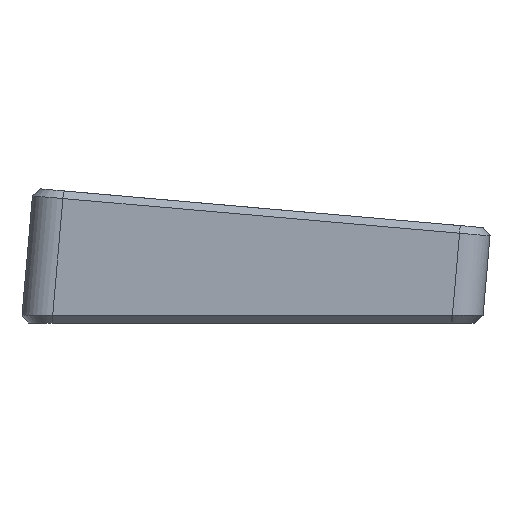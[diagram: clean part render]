
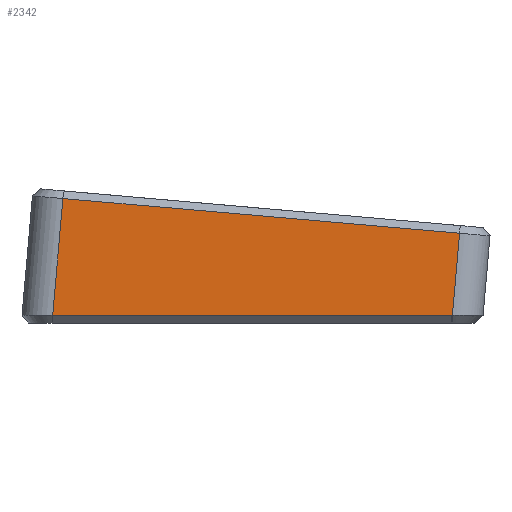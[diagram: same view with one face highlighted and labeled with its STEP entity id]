
A CAD part, left-side view. The second image highlights one B-rep face of the part: STEP entity #2342.
In plain terms, the highlighted planar face has unit normal (-1, 0, 0).
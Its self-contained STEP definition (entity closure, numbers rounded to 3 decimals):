
#25=B_SPLINE_CURVE_WITH_KNOTS('',3,(#3864,#3865,#3866,#3867),
 .UNSPECIFIED.,.F.,.F.,(4,4),(-1.593,-1.571),
 .UNSPECIFIED.);
#264=FACE_OUTER_BOUND('',#427,.T.);
#427=EDGE_LOOP('',(#2055,#2056,#2057,#2058,#2059));
#559=LINE('',#3826,#741);
#563=LINE('',#3841,#745);
#614=LINE('',#4093,#796);
#618=LINE('',#4101,#800);
#741=VECTOR('',#3152,6.);
#745=VECTOR('',#3158,10.);
#796=VECTOR('',#3299,10.);
#800=VECTOR('',#3307,10.);
#1104=VERTEX_POINT('',#3823);
#1105=VERTEX_POINT('',#3825);
#1106=VERTEX_POINT('',#3834);
#1109=VERTEX_POINT('',#3839);
#1147=VERTEX_POINT('',#4091);
#1385=EDGE_CURVE('',#1104,#1105,#559,.T.);
#1390=EDGE_CURVE('',#1109,#1106,#563,.T.);
#1393=EDGE_CURVE('',#1105,#1109,#25,.T.);
#1463=EDGE_CURVE('',#1147,#1104,#614,.T.);
#1467=EDGE_CURVE('',#1106,#1147,#618,.T.);
#2055=ORIENTED_EDGE('',*,*,#1463,.F.);
#2056=ORIENTED_EDGE('',*,*,#1467,.F.);
#2057=ORIENTED_EDGE('',*,*,#1390,.F.);
#2058=ORIENTED_EDGE('',*,*,#1393,.F.);
#2059=ORIENTED_EDGE('',*,*,#1385,.F.);
#2208=PLANE('',#2611);
#2342=ADVANCED_FACE('',(#264),#2208,.T.);
#2611=AXIS2_PLACEMENT_3D('',#4100,#3305,#3306);
#3152=DIRECTION('',(0.,0.087,-0.996));
#3158=DIRECTION('',(0.,1.,0.));
#3299=DIRECTION('',(0.,-0.996,-0.087));
#3305=DIRECTION('center_axis',(-1.,0.,0.));
#3306=DIRECTION('ref_axis',(0.,0.996,0.087));
#3307=DIRECTION('',(0.,-0.087,0.996));
#3823=CARTESIAN_POINT('',(-7.,-140.817,37.382));
#3825=CARTESIAN_POINT('',(-7.,-139.404,21.235));
#3826=CARTESIAN_POINT('',(-7.,-140.897,38.298));
#3834=CARTESIAN_POINT('',(-7.,-60.906,21.235));
#3839=CARTESIAN_POINT('',(-7.,-139.273,21.235));
#3841=CARTESIAN_POINT('',(-7.,-120.461,21.235));
#3864=CARTESIAN_POINT('Ctrl Pts',(-7.,-139.404,21.235));
#3865=CARTESIAN_POINT('Ctrl Pts',(-7.,-139.361,21.235));
#3866=CARTESIAN_POINT('Ctrl Pts',(-7.,-139.317,21.235));
#3867=CARTESIAN_POINT('Ctrl Pts',(-7.,-139.273,21.235));
#4091=CARTESIAN_POINT('',(-7.,-62.915,44.198));
#4093=CARTESIAN_POINT('',(-7.,-121.342,39.086));
#4100=CARTESIAN_POINT('Origin',(-7.,-140.897,38.298));
#4101=CARTESIAN_POINT('',(-7.,-60.729,19.212));
